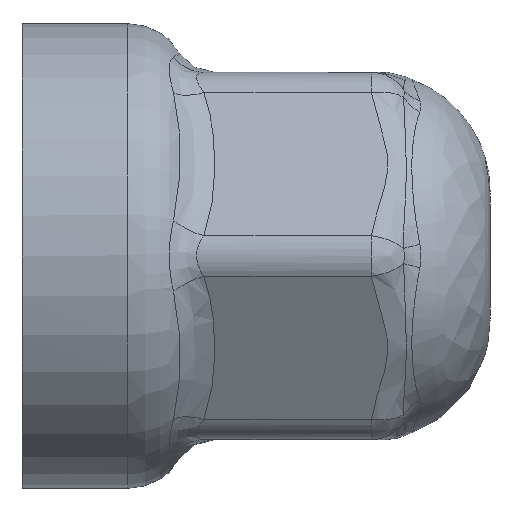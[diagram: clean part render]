
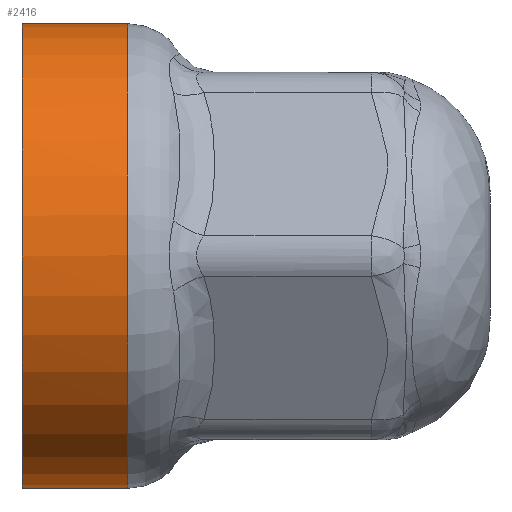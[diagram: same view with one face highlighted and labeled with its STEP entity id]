
A CAD part, front view. The second image highlights one B-rep face of the part: STEP entity #2416.
In plain terms, the highlighted cylindrical face has radius 14.3 mm (diameter 28.6 mm), a full revolution.
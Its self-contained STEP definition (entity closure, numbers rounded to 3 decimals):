
#22=FACE_BOUND('',#708,.T.);
#39=CYLINDRICAL_SURFACE('',#2575,14.3);
#140=CIRCLE('',#2573,14.3);
#141=CIRCLE('',#2576,14.3);
#546=FACE_OUTER_BOUND('',#707,.T.);
#707=EDGE_LOOP('',(#2222));
#708=EDGE_LOOP('',(#2223));
#1141=VERTEX_POINT('',#7017);
#1142=VERTEX_POINT('',#7021);
#1502=EDGE_CURVE('',#1141,#1141,#140,.T.);
#1503=EDGE_CURVE('',#1142,#1142,#141,.F.);
#2222=ORIENTED_EDGE('',*,*,#1502,.T.);
#2223=ORIENTED_EDGE('',*,*,#1503,.F.);
#2416=ADVANCED_FACE('',(#546,#22),#39,.T.);
#2573=AXIS2_PLACEMENT_3D('',#7018,#2981,#2982);
#2575=AXIS2_PLACEMENT_3D('',#7020,#2985,#2986);
#2576=AXIS2_PLACEMENT_3D('',#7022,#2987,#2988);
#2981=DIRECTION('center_axis',(-1.,0.,0.));
#2982=DIRECTION('ref_axis',(0.,-1.,0.));
#2985=DIRECTION('center_axis',(1.,0.,0.));
#2986=DIRECTION('ref_axis',(0.,-1.,0.));
#2987=DIRECTION('center_axis',(1.,0.,0.));
#2988=DIRECTION('ref_axis',(0.,-1.,0.));
#7017=CARTESIAN_POINT('',(8.,14.3,0.));
#7018=CARTESIAN_POINT('Origin',(8.,0.,0.));
#7020=CARTESIAN_POINT('Origin',(0.,0.,0.));
#7021=CARTESIAN_POINT('',(1.5,14.3,0.));
#7022=CARTESIAN_POINT('Origin',(1.5,0.,0.));
